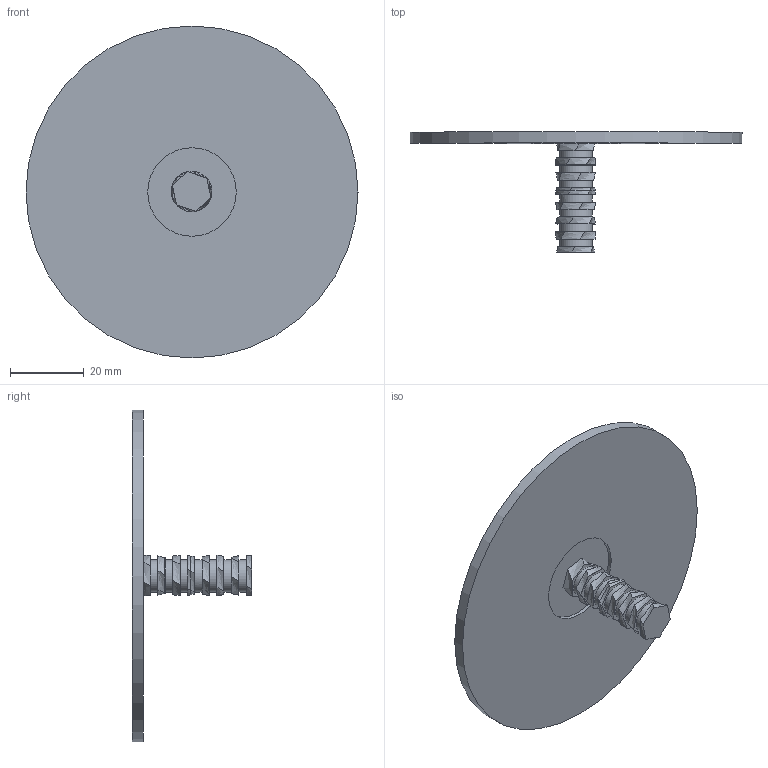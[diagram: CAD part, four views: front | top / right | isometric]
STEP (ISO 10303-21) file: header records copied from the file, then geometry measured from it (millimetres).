
FILE_DESCRIPTION(/* description */ (''),/* implementation_level */ '2;1');
FILE_NAME(/* name */ 'Top lidV3.step',/* time_stamp */ '2024-02-04T19:10:33+05:30',/* author */ (''),/* organization */ (''),/* preprocessor_version */ 'ST-DEVELOPER v20',/* originating_system */ 'Autodesk Translation Framework v12.14.0.127',/* authorisation */ '');
FILE_SCHEMA (('AUTOMOTIVE_DESIGN { 1 0 10303 214 3 1 1 }'));
Length unit declared in the file: centimetre
Products named in the file (2): Top lid; Twist Rod
Assembly tree (1 placements, depth 2):
  Top lid
    Twist Rod
Bounding box: 90 x 32.52 x 90 mm (x, y, z)
Volume: 20781.5 mm3; surface area: 14834.1 mm2
Topology: 1 solids, 1 shells, 87 faces, 195 edges, 126 vertices
Faces by surface type: bspline 60, plane 18, cylinder 9
Full cylindrical faces by diameter (mm): 8.81 x7, 24 x1, 90 x1
Entity records: 3573 total; most frequent: CARTESIAN_POINT 2076, ORIENTED_EDGE 390, EDGE_CURVE 195, B_SPLINE_CURVE_WITH_KNOTS 168, VERTEX_POINT 126, DIRECTION 105, EDGE_LOOP 103, FACE_OUTER_BOUND 87
